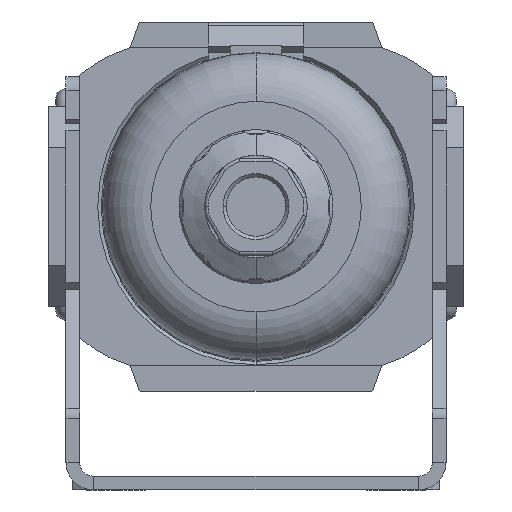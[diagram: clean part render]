
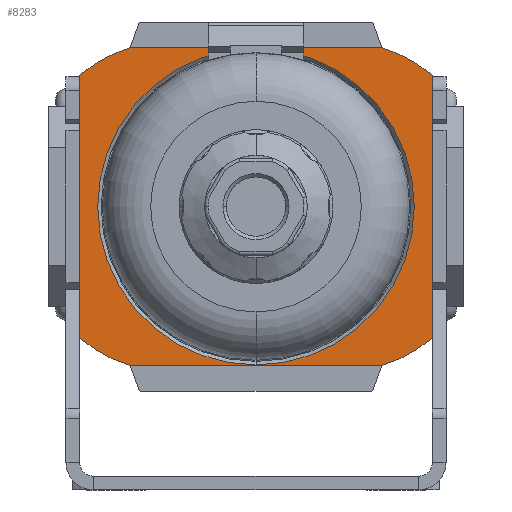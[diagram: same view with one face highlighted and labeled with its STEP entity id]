
A CAD part, front view. The second image highlights one B-rep face of the part: STEP entity #8283.
In plain terms, the highlighted planar face has unit normal (0, -1, 0).
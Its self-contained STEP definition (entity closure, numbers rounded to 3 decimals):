
#190 = ORIENTED_EDGE ( 'NONE', *, *, #2172, .F. ) ;
#352 = VERTEX_POINT ( 'NONE', #4677 ) ;
#435 = DIRECTION ( 'NONE',  ( 0., 0., -1. ) ) ;
#581 = ORIENTED_EDGE ( 'NONE', *, *, #1582, .T. ) ;
#633 = CARTESIAN_POINT ( 'NONE',  ( 12.441, -31., 3.852 ) ) ;
#791 = ORIENTED_EDGE ( 'NONE', *, *, #2795, .F. ) ;
#861 = CIRCLE ( 'NONE', #3199, 20. ) ;
#904 = DIRECTION ( 'NONE',  ( -1., 0., 0. ) ) ;
#1053 = PLANE ( 'NONE',  #10401 ) ;
#1204 = CARTESIAN_POINT ( 'NONE',  ( 25.5, -31., 23. ) ) ;
#1219 = CARTESIAN_POINT ( 'NONE',  ( 25.5, -31., 19. ) ) ;
#1534 = LINE ( 'NONE', #12047, #3792 ) ;
#1577 = DIRECTION ( 'NONE',  ( 1., 0., 0. ) ) ;
#1582 = EDGE_CURVE ( 'NONE', #11650, #1864, #8923, .T. ) ;
#1864 = VERTEX_POINT ( 'NONE', #9947 ) ;
#1894 = AXIS2_PLACEMENT_3D ( 'NONE', #5238, #11810, #6176 ) ;
#2172 = EDGE_CURVE ( 'NONE', #11951, #11168, #8327, .T. ) ;
#2315 = DIRECTION ( 'NONE',  ( 0., 1., 0. ) ) ;
#2795 = EDGE_CURVE ( 'NONE', #352, #7514, #6875, .T. ) ;
#2834 = AXIS2_PLACEMENT_3D ( 'NONE', #10626, #4977, #11571 ) ;
#2978 = LINE ( 'NONE', #1204, #7760 ) ;
#3043 = DIRECTION ( 'NONE',  ( 0., 1., 0. ) ) ;
#3108 = CARTESIAN_POINT ( 'NONE',  ( 0., -31., 22.9 ) ) ;
#3199 = AXIS2_PLACEMENT_3D ( 'NONE', #10917, #5276, #11854 ) ;
#3354 = CARTESIAN_POINT ( 'NONE',  ( -25.5, -31., -19. ) ) ;
#3419 = AXIS2_PLACEMENT_3D ( 'NONE', #633, #7323, #1577 ) ;
#3474 = CARTESIAN_POINT ( 'NONE',  ( 18.217, -31., -23. ) ) ;
#3559 = VERTEX_POINT ( 'NONE', #10480 ) ;
#3681 = CIRCLE ( 'NONE', #9666, 22.9 ) ;
#3702 = EDGE_CURVE ( 'NONE', #11951, #5147, #2978, .T. ) ;
#3792 = VECTOR ( 'NONE', #7370, 1000. ) ;
#3976 = CARTESIAN_POINT ( 'NONE',  ( 25.5, -31., 26.7 ) ) ;
#4233 = ORIENTED_EDGE ( 'NONE', *, *, #11453, .T. ) ;
#4677 = CARTESIAN_POINT ( 'NONE',  ( -18.217, -31., -23. ) ) ;
#4701 = CARTESIAN_POINT ( 'NONE',  ( -25.5, -31., 26.7 ) ) ;
#4977 = DIRECTION ( 'NONE',  ( 0., 1., 0. ) ) ;
#4996 = ORIENTED_EDGE ( 'NONE', *, *, #11224, .T. ) ;
#5147 = VERTEX_POINT ( 'NONE', #8329 ) ;
#5238 = CARTESIAN_POINT ( 'NONE',  ( 12.441, -31., -3.852 ) ) ;
#5276 = DIRECTION ( 'NONE',  ( 0., -1., 0. ) ) ;
#5496 = CARTESIAN_POINT ( 'NONE',  ( 18.217, -31., 23. ) ) ;
#5774 = EDGE_CURVE ( 'NONE', #1864, #11650, #3681, .T. ) ;
#5789 = LINE ( 'NONE', #11795, #10512 ) ;
#6008 = CARTESIAN_POINT ( 'NONE',  ( 25.5, -31., -19. ) ) ;
#6176 = DIRECTION ( 'NONE',  ( 1., 0., 0. ) ) ;
#6278 = CIRCLE ( 'NONE', #1894, 20. ) ;
#6463 = ORIENTED_EDGE ( 'NONE', *, *, #9047, .T. ) ;
#6633 = DIRECTION ( 'NONE',  ( 0., 1., 0. ) ) ;
#6721 = EDGE_CURVE ( 'NONE', #11168, #10308, #5789, .T. ) ;
#6750 = AXIS2_PLACEMENT_3D ( 'NONE', #12278, #6633, #904 ) ;
#6875 = CIRCLE ( 'NONE', #6750, 20. ) ;
#7130 = ORIENTED_EDGE ( 'NONE', *, *, #5774, .T. ) ;
#7175 = EDGE_LOOP ( 'NONE', ( #7130, #581 ) ) ;
#7323 = DIRECTION ( 'NONE',  ( 0., 1., 0. ) ) ;
#7370 = DIRECTION ( 'NONE',  ( 1., 0., 0. ) ) ;
#7514 = VERTEX_POINT ( 'NONE', #3354 ) ;
#7689 = FACE_BOUND ( 'NONE', #7175, .T. ) ;
#7760 = VECTOR ( 'NONE', #7925, 1000. ) ;
#7802 = VERTEX_POINT ( 'NONE', #3474 ) ;
#7925 = DIRECTION ( 'NONE',  ( -1., 0., 0. ) ) ;
#8065 = CARTESIAN_POINT ( 'NONE',  ( 0., -31., 0. ) ) ;
#8283 = ADVANCED_FACE ( 'NONE', ( #7689, #9905 ), #1053, .F. ) ;
#8327 = CIRCLE ( 'NONE', #3419, 20. ) ;
#8329 = CARTESIAN_POINT ( 'NONE',  ( -18.217, -31., 23. ) ) ;
#8332 = ORIENTED_EDGE ( 'NONE', *, *, #11242, .T. ) ;
#8923 = CIRCLE ( 'NONE', #2834, 22.9 ) ;
#8935 = LINE ( 'NONE', #4701, #11130 ) ;
#8991 = DIRECTION ( 'NONE',  ( 0., 0., 1. ) ) ;
#9047 = EDGE_CURVE ( 'NONE', #352, #7802, #1534, .T. ) ;
#9477 = ORIENTED_EDGE ( 'NONE', *, *, #6721, .F. ) ;
#9666 = AXIS2_PLACEMENT_3D ( 'NONE', #8065, #2315, #8991 ) ;
#9692 = DIRECTION ( 'NONE',  ( 0., 0., 1. ) ) ;
#9905 = FACE_OUTER_BOUND ( 'NONE', #11663, .T. ) ;
#9947 = CARTESIAN_POINT ( 'NONE',  ( 0., -31., -22.9 ) ) ;
#10308 = VERTEX_POINT ( 'NONE', #6008 ) ;
#10401 = AXIS2_PLACEMENT_3D ( 'NONE', #3976, #3043, #9692 ) ;
#10480 = CARTESIAN_POINT ( 'NONE',  ( -25.5, -31., 19. ) ) ;
#10512 = VECTOR ( 'NONE', #435, 1000. ) ;
#10626 = CARTESIAN_POINT ( 'NONE',  ( 0., -31., 0. ) ) ;
#10917 = CARTESIAN_POINT ( 'NONE',  ( -12.441, -31., 3.852 ) ) ;
#11130 = VECTOR ( 'NONE', #12209, 1000. ) ;
#11168 = VERTEX_POINT ( 'NONE', #1219 ) ;
#11224 = EDGE_CURVE ( 'NONE', #7802, #10308, #6278, .T. ) ;
#11242 = EDGE_CURVE ( 'NONE', #5147, #3559, #861, .T. ) ;
#11453 = EDGE_CURVE ( 'NONE', #3559, #7514, #8935, .T. ) ;
#11571 = DIRECTION ( 'NONE',  ( 0., 0., 1. ) ) ;
#11650 = VERTEX_POINT ( 'NONE', #3108 ) ;
#11663 = EDGE_LOOP ( 'NONE', ( #791, #6463, #4996, #9477, #190, #11910, #8332, #4233 ) ) ;
#11795 = CARTESIAN_POINT ( 'NONE',  ( 25.5, -31., 26.7 ) ) ;
#11810 = DIRECTION ( 'NONE',  ( 0., -1., 0. ) ) ;
#11854 = DIRECTION ( 'NONE',  ( -1., 0., 0. ) ) ;
#11910 = ORIENTED_EDGE ( 'NONE', *, *, #3702, .T. ) ;
#11951 = VERTEX_POINT ( 'NONE', #5496 ) ;
#12047 = CARTESIAN_POINT ( 'NONE',  ( 25.5, -31., -23. ) ) ;
#12209 = DIRECTION ( 'NONE',  ( 0., 0., -1. ) ) ;
#12278 = CARTESIAN_POINT ( 'NONE',  ( -12.441, -31., -3.852 ) ) ;
